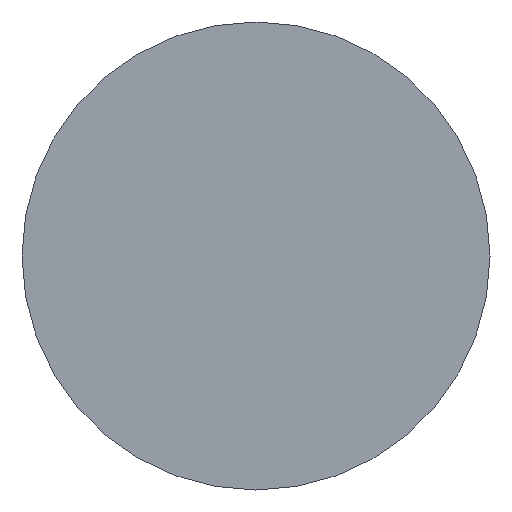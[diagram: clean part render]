
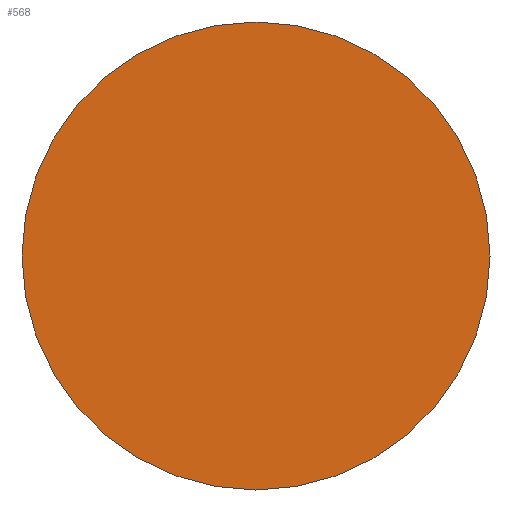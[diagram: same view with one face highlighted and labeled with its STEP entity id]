
A CAD part, front view. The second image highlights one B-rep face of the part: STEP entity #568.
In plain terms, the highlighted planar face has unit normal (0, -1, 0).
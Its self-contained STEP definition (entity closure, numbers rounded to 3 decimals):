
#38=PLANE('',#672);
#95=FACE_OUTER_BOUND('',#124,.T.);
#124=EDGE_LOOP('',(#496,#497));
#175=CIRCLE('',#612,15.);
#176=CIRCLE('',#613,15.);
#234=VERTEX_POINT('',#902);
#235=VERTEX_POINT('',#904);
#299=EDGE_CURVE('',#234,#235,#175,.T.);
#300=EDGE_CURVE('',#235,#234,#176,.T.);
#496=ORIENTED_EDGE('',*,*,#300,.F.);
#497=ORIENTED_EDGE('',*,*,#299,.F.);
#568=ADVANCED_FACE('',(#95),#38,.T.);
#612=AXIS2_PLACEMENT_3D('',#905,#717,#718);
#613=AXIS2_PLACEMENT_3D('',#906,#719,#720);
#672=AXIS2_PLACEMENT_3D('',#1009,#843,#844);
#717=DIRECTION('center_axis',(0.,1.,0.));
#718=DIRECTION('ref_axis',(1.,0.,0.));
#719=DIRECTION('center_axis',(0.,1.,0.));
#720=DIRECTION('ref_axis',(1.,0.,0.));
#843=DIRECTION('center_axis',(0.,-1.,0.));
#844=DIRECTION('ref_axis',(0.,0.,-1.));
#902=CARTESIAN_POINT('',(15.,-22.,0.));
#904=CARTESIAN_POINT('',(-15.,-22.,0.));
#905=CARTESIAN_POINT('Origin',(0.,-22.,0.));
#906=CARTESIAN_POINT('Origin',(0.,-22.,0.));
#1009=CARTESIAN_POINT('Origin',(-15.,-22.,0.));
